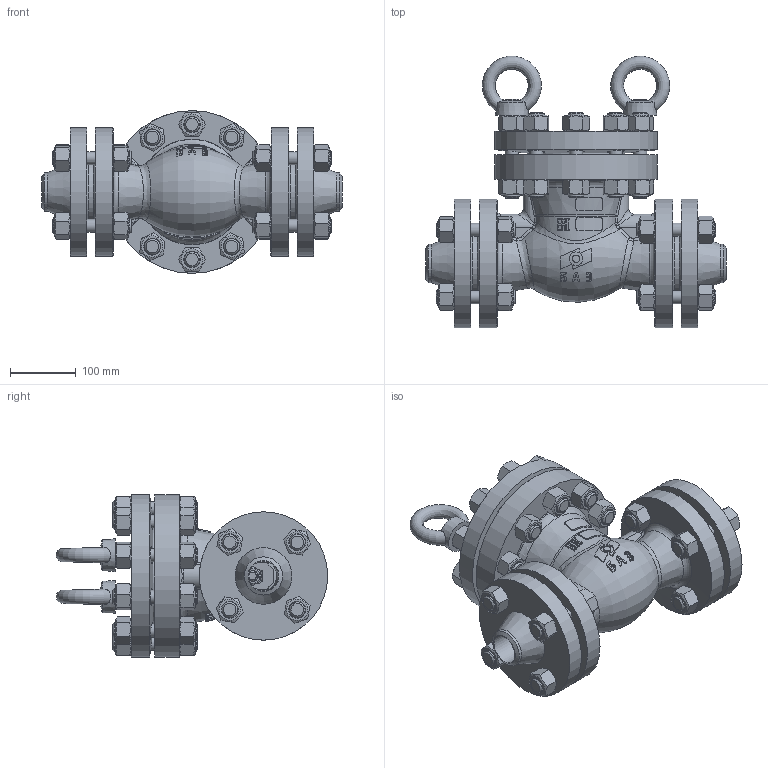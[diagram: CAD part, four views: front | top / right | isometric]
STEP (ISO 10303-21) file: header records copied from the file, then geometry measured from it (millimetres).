
FILE_DESCRIPTION(('FreeCAD Model'),'2;1');
FILE_NAME('Open CASCADE Shape Model','2025-05-08T07:59:06',('FreeCAD'),( 'FreeCAD'),'Open CASCADE STEP processor 7.6','FreeCAD','Unknown');
FILE_SCHEMA(('AUTOMOTIVE_DESIGN { 1 0 10303 214 1 1 1 1 }'));
Products named in the file (1): Open CASCADE STEP translator 7.6 1
Bounding box: 455.76 x 412.24 x 247 mm (x, y, z)
Volume: 9250256.6 mm3; surface area: 1135844.3 mm2
Topology: 2 solids, 5 shells, 1471 faces, 3532 edges, 2245 vertices
Faces by surface type: plane 735, cylinder 324, cone 248, bspline 97, extrusion 38, torus 27, revolution 2
Full cylindrical faces by diameter (mm): 3.5 x1, 5 x1, 9 x2, 10.5 x1, 11 x3, 11.136 x1, 12 x2, 12.5 x2, 13 x4, 14 x1, 16 x1, 18 x2, 19 x1, 20 x19, 24 x72, 26 x36, 30 x1, 45 x2, 46 x1, 50 x2, 56 x2, 58 x2, 68 x2, 72 x2, 73 x1, 74 x2, 90 x1, 96 x2, 100 x1, 106 x1
Entity records: 108129 total; most frequent: CARTESIAN_POINT 76659, ORIENTED_EDGE 7056, DIRECTION 5530, EDGE_CURVE 3528, AXIS2_PLACEMENT_3D 2301, VERTEX_POINT 2245, FACE_BOUND 1716, EDGE_LOOP 1716
